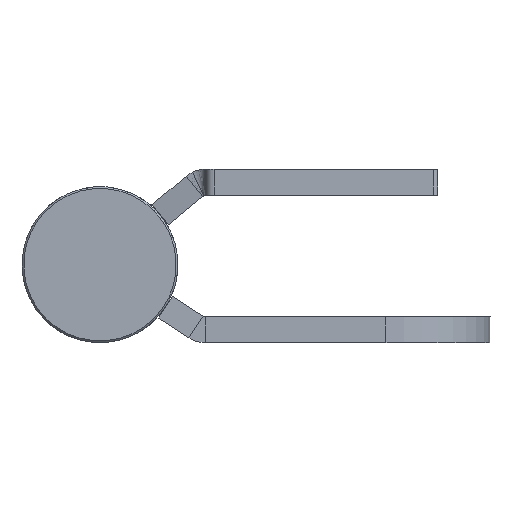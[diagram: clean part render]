
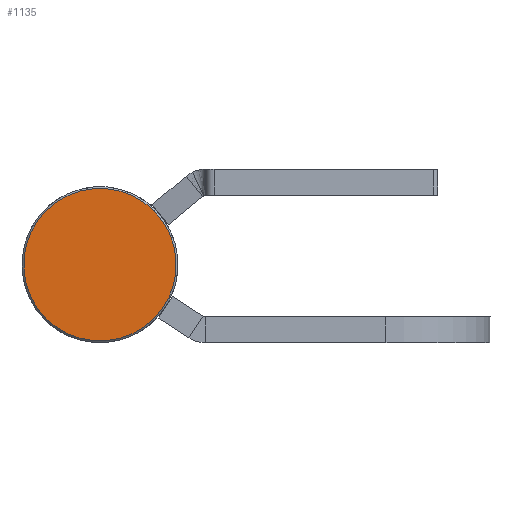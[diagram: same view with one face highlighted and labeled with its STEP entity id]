
A CAD part, left-side view. The second image highlights one B-rep face of the part: STEP entity #1135.
In plain terms, the highlighted face is planar.
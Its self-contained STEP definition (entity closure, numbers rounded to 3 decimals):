
#366 = ORIENTED_EDGE ( 'NONE', *, *, #11761, .F. ) ;
#1135 = ADVANCED_FACE ( 'NONE', ( #5929 ), #11976, .F. ) ;
#2069 = CARTESIAN_POINT ( 'NONE',  ( 37., 0., 8.8 ) ) ;
#2515 = AXIS2_PLACEMENT_3D ( 'NONE', #8059, #4780, #9167 ) ;
#3107 = EDGE_LOOP ( 'NONE', ( #366 ) ) ;
#4780 = DIRECTION ( 'NONE',  ( -1., 0., 0. ) ) ;
#5318 = CARTESIAN_POINT ( 'NONE',  ( 37., 8.8, 0. ) ) ;
#5929 = FACE_OUTER_BOUND ( 'NONE', #3107, .T. ) ;
#8059 = CARTESIAN_POINT ( 'NONE',  ( 37., 0., 0. ) ) ;
#9167 = DIRECTION ( 'NONE',  ( 0., 0., 1. ) ) ;
#10372 = AXIS2_PLACEMENT_3D ( 'NONE', #5318, #11023, #10920 ) ;
#10920 = DIRECTION ( 'NONE',  ( 0., 0., 1. ) ) ;
#11023 = DIRECTION ( 'NONE',  ( -1., 0., 0. ) ) ;
#11761 = EDGE_CURVE ( 'NONE', #12371, #12371, #12253, .T. ) ;
#11976 = PLANE ( 'NONE',  #10372 ) ;
#12253 = CIRCLE ( 'NONE', #2515, 8.8 ) ;
#12371 = VERTEX_POINT ( 'NONE', #2069 ) ;
